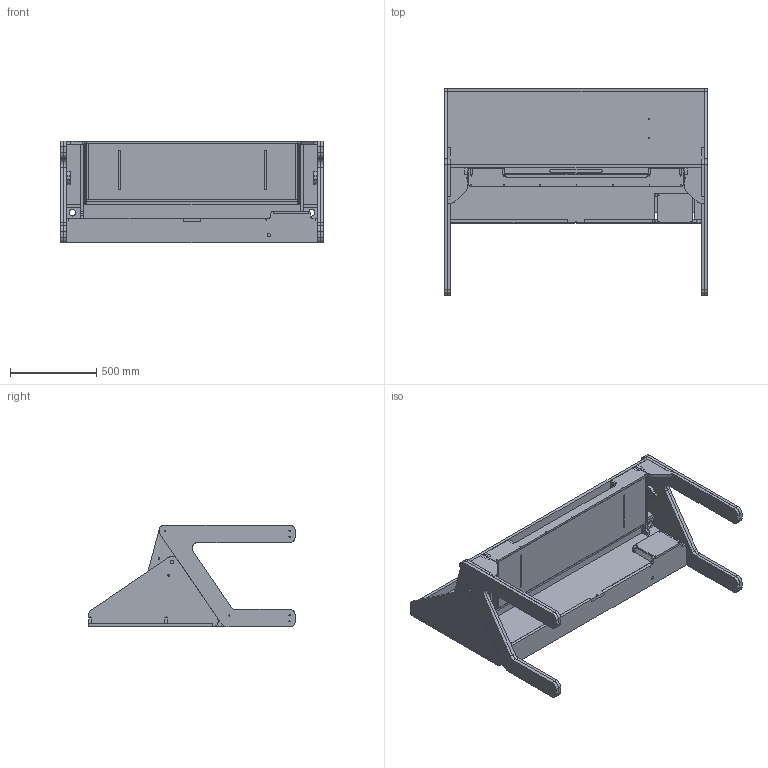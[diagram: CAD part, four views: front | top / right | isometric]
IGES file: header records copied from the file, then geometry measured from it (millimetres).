
Global section: file name: Odom_Transforming-Bar-Desk; native system: unknown; preprocessor: unknown; author: unknown; organization: unknown; date: 20150913.095412; units: inch
Bounding box: 1525.84 x 1198.19 x 591.31 mm (x, y, z)
Volume: 83298665.2 mm3; surface area: 10927467.2 mm2
Topology: 41 solids, 41 shells, 1122 faces, 3035 edges, 2041 vertices
Faces by surface type: bspline 1122
